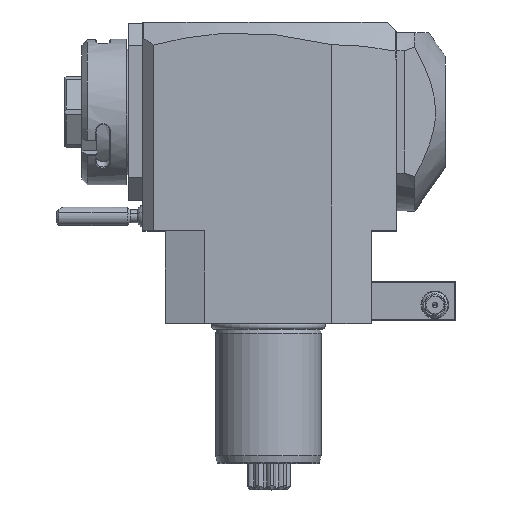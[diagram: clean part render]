
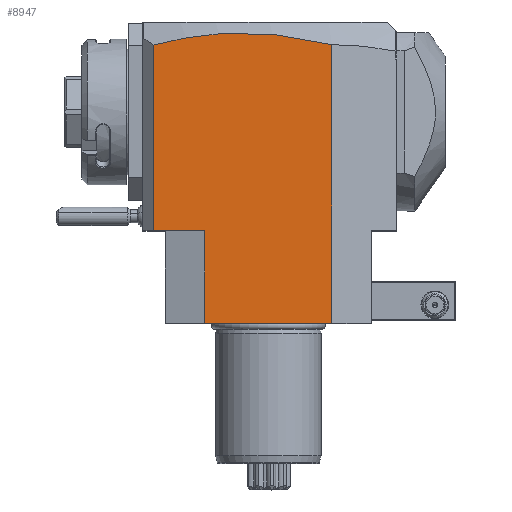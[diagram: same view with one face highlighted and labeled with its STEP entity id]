
A CAD part, top view. The second image highlights one B-rep face of the part: STEP entity #8947.
In plain terms, the highlighted planar face has unit normal (0, 0, 1).
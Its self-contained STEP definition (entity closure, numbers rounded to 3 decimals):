
#1=DIRECTION('',(-1.,0.,0.));
#2=VECTOR('',#1,48.);
#3=CARTESIAN_POINT('',(24.,0.,37.5));
#4=LINE('',#3,#2);
#43=DIRECTION('',(-1.,0.,0.));
#44=VECTOR('',#43,19.5);
#45=CARTESIAN_POINT('',(-24.,35.,37.5));
#46=LINE('',#45,#44);
#47=DIRECTION('',(0.,1.,0.));
#48=VECTOR('',#47,70.258);
#49=CARTESIAN_POINT('',(-43.5,35.,37.5));
#50=LINE('',#49,#48);
#51=CARTESIAN_POINT('',(24.,105.435,37.5));
#52=CARTESIAN_POINT('',(18.371,106.939,37.5));
#53=CARTESIAN_POINT('',(7.115,109.162,37.5));
#54=CARTESIAN_POINT('',(-9.762,110.233,37.5));
#55=CARTESIAN_POINT('',(-26.635,109.072,37.5));
#56=CARTESIAN_POINT('',(-37.879,106.791,37.5));
#57=CARTESIAN_POINT('',(-43.5,105.258,37.5));
#59=DIRECTION('',(0.,-1.,0.));
#60=VECTOR('',#59,105.435);
#61=CARTESIAN_POINT('',(24.,105.435,37.5));
#62=LINE('',#61,#60);
#5033=DIRECTION('',(0.,-1.,0.));
#5034=VECTOR('',#5033,35.);
#5035=CARTESIAN_POINT('',(-24.,35.,37.5));
#5036=LINE('',#5035,#5034);
#8304=VERTEX_POINT('',#51);
#8305=VERTEX_POINT('',#57);
#8607=CARTESIAN_POINT('',(-43.5,35.,37.5));
#8609=VERTEX_POINT('',#8607);
#8647=CARTESIAN_POINT('',(24.,0.,37.5));
#8648=CARTESIAN_POINT('',(-24.,0.,37.5));
#8649=VERTEX_POINT('',#8647);
#8650=VERTEX_POINT('',#8648);
#8889=CARTESIAN_POINT('',(-24.,35.,37.5));
#8890=VERTEX_POINT('',#8889);
#8929=CARTESIAN_POINT('',(-39.202,35.,37.5));
#8930=DIRECTION('',(0.,0.,1.));
#8931=DIRECTION('',(1.,0.,0.));
#8932=AXIS2_PLACEMENT_3D('',#8929,#8930,#8931);
#8933=PLANE('',#8932);
#8935=ORIENTED_EDGE('',*,*,#8934,.T.);
#8937=ORIENTED_EDGE('',*,*,#8936,.T.);
#8939=ORIENTED_EDGE('',*,*,#8938,.F.);
#8941=ORIENTED_EDGE('',*,*,#8940,.T.);
#8942=ORIENTED_EDGE('',*,*,#8898,.T.);
#8944=ORIENTED_EDGE('',*,*,#8943,.F.);
#8945=EDGE_LOOP('',(#8935,#8937,#8939,#8941,#8942,#8944));
#8946=FACE_OUTER_BOUND('',#8945,.F.);
#58=B_SPLINE_CURVE_WITH_KNOTS('',3,(#51,#52,#53,#54,#55,#56,#57),.UNSPECIFIED.,
.F.,.F.,(4,1,1,1,4),(0.,0.25,0.5,0.75,1.),.UNSPECIFIED.);
#8898=EDGE_CURVE('',#8649,#8650,#4,.T.);
#8934=EDGE_CURVE('',#8890,#8609,#46,.T.);
#8936=EDGE_CURVE('',#8609,#8305,#50,.T.);
#8938=EDGE_CURVE('',#8304,#8305,#58,.T.);
#8940=EDGE_CURVE('',#8304,#8649,#62,.T.);
#8943=EDGE_CURVE('',#8890,#8650,#5036,.T.);
#8947=ADVANCED_FACE('',(#8946),#8933,.T.);
